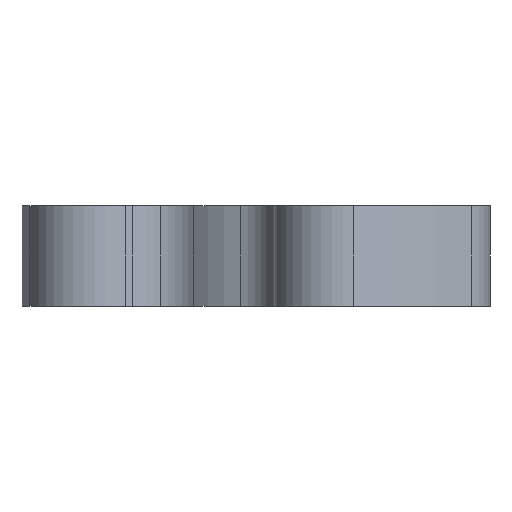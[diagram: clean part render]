
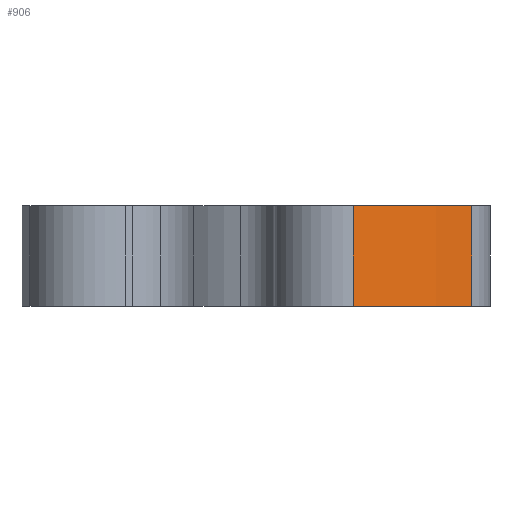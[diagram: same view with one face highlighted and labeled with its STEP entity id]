
A CAD part, left-side view. The second image highlights one B-rep face of the part: STEP entity #906.
In plain terms, the highlighted cylindrical face has radius 16.669 mm (diameter 33.337 mm), a partial arc.
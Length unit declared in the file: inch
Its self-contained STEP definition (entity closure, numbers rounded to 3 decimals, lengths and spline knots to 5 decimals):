
#6 = DIRECTION ( 'NONE',  ( 0., 0., 1. ) ) ;
#29 = DIRECTION ( 'NONE',  ( 0., 0., 1. ) ) ;
#32 = EDGE_CURVE ( 'NONE', #1419, #437, #313, .T. ) ;
#125 = ORIENTED_EDGE ( 'NONE', *, *, #1078, .T. ) ;
#190 = DIRECTION ( 'NONE',  ( 0., 0., 1. ) ) ;
#194 = DIRECTION ( 'NONE',  ( -1., 0., 0. ) ) ;
#237 = CARTESIAN_POINT ( 'NONE',  ( -0.63389, -0.16985, 0. ) ) ;
#238 = VECTOR ( 'NONE', #761, 39.37008 ) ;
#267 = AXIS2_PLACEMENT_3D ( 'NONE', #645, #6, #1145 ) ;
#270 = EDGE_LOOP ( 'NONE', ( #1636, #125, #304, #929 ) ) ;
#304 = ORIENTED_EDGE ( 'NONE', *, *, #32, .F. ) ;
#313 = CIRCLE ( 'NONE', #267, 0.65625 ) ;
#323 = EDGE_CURVE ( 'NONE', #1529, #1419, #1410, .T. ) ;
#437 = VERTEX_POINT ( 'NONE', #1378 ) ;
#440 = CARTESIAN_POINT ( 'NONE',  ( -0.63389, -0.16985, 0. ) ) ;
#447 = DIRECTION ( 'NONE',  ( 1., 0., 0. ) ) ;
#559 = CARTESIAN_POINT ( 'NONE',  ( 0., 0., 0.25 ) ) ;
#581 = CARTESIAN_POINT ( 'NONE',  ( 0., 0., 0. ) ) ;
#625 = VECTOR ( 'NONE', #29, 39.37008 ) ;
#645 = CARTESIAN_POINT ( 'NONE',  ( 0., 0., 0.25 ) ) ;
#672 = CARTESIAN_POINT ( 'NONE',  ( -0.46404, -0.46404, 0. ) ) ;
#761 = DIRECTION ( 'NONE',  ( 0., 0., 1. ) ) ;
#827 = CYLINDRICAL_SURFACE ( 'NONE', #1182, 0.65625 ) ;
#906 = ADVANCED_FACE ( 'NONE', ( #945 ), #827, .T. ) ;
#929 = ORIENTED_EDGE ( 'NONE', *, *, #323, .F. ) ;
#932 = DIRECTION ( 'NONE',  ( 0., 0., -1. ) ) ;
#945 = FACE_OUTER_BOUND ( 'NONE', #270, .T. ) ;
#966 = AXIS2_PLACEMENT_3D ( 'NONE', #581, #190, #447 ) ;
#1078 = EDGE_CURVE ( 'NONE', #1342, #437, #1611, .T. ) ;
#1093 = CIRCLE ( 'NONE', #966, 0.65625 ) ;
#1145 = DIRECTION ( 'NONE',  ( 1., 0., 0. ) ) ;
#1182 = AXIS2_PLACEMENT_3D ( 'NONE', #559, #932, #194 ) ;
#1342 = VERTEX_POINT ( 'NONE', #1478 ) ;
#1378 = CARTESIAN_POINT ( 'NONE',  ( -0.46404, -0.46404, 0.25 ) ) ;
#1410 = LINE ( 'NONE', #237, #238 ) ;
#1419 = VERTEX_POINT ( 'NONE', #1514 ) ;
#1458 = EDGE_CURVE ( 'NONE', #1529, #1342, #1093, .T. ) ;
#1478 = CARTESIAN_POINT ( 'NONE',  ( -0.46404, -0.46404, 0. ) ) ;
#1514 = CARTESIAN_POINT ( 'NONE',  ( -0.63389, -0.16985, 0.25 ) ) ;
#1529 = VERTEX_POINT ( 'NONE', #440 ) ;
#1611 = LINE ( 'NONE', #672, #625 ) ;
#1636 = ORIENTED_EDGE ( 'NONE', *, *, #1458, .T. ) ;
